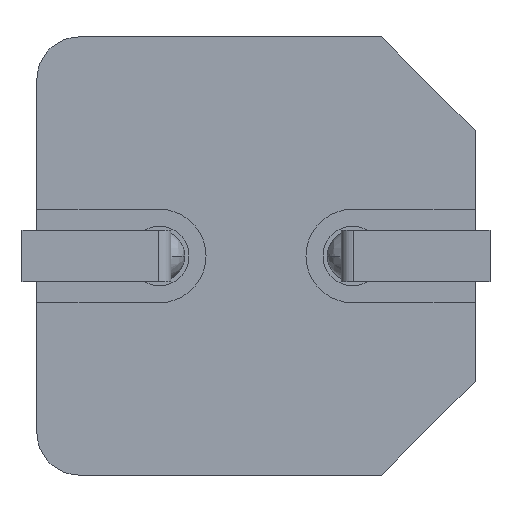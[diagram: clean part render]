
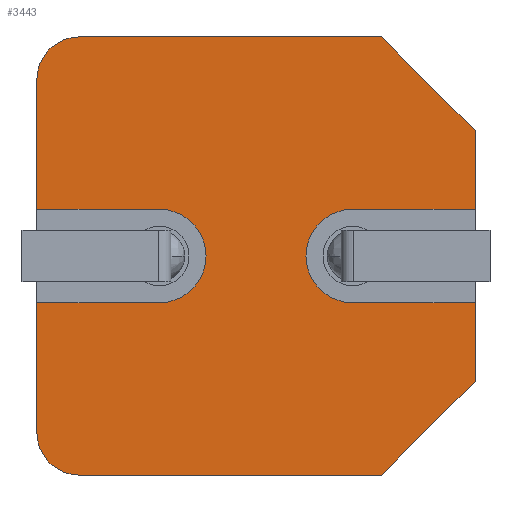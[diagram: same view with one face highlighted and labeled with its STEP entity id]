
A CAD part, front view. The second image highlights one B-rep face of the part: STEP entity #3443.
In plain terms, the highlighted planar face has unit normal (0, -1, 0).
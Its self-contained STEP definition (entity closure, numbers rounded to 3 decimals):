
#31 = VECTOR ( 'NONE', #2330, 1000. ) ;
#78 = CARTESIAN_POINT ( 'NONE',  ( -4.15, 0., 5.15 ) ) ;
#122 = CARTESIAN_POINT ( 'NONE',  ( 0., 0., -5.15 ) ) ;
#154 = EDGE_CURVE ( 'NONE', #2936, #3511, #1728, .T. ) ;
#168 = ORIENTED_EDGE ( 'NONE', *, *, #600, .T. ) ;
#169 = CARTESIAN_POINT ( 'NONE',  ( 5.15, 0., 2.95 ) ) ;
#205 = CARTESIAN_POINT ( 'NONE',  ( -2.275, 0., -1.1 ) ) ;
#235 = EDGE_CURVE ( 'NONE', #1509, #2558, #2019, .T. ) ;
#256 = CIRCLE ( 'NONE', #3497, 1. ) ;
#262 = EDGE_CURVE ( 'NONE', #2558, #3885, #4004, .T. ) ;
#352 = CARTESIAN_POINT ( 'NONE',  ( 0., 0., 0. ) ) ;
#417 = CARTESIAN_POINT ( 'NONE',  ( -5.15, 0., 0. ) ) ;
#463 = VECTOR ( 'NONE', #3273, 1000. ) ;
#473 = DIRECTION ( 'NONE',  ( -0.707, 0., 0.707 ) ) ;
#531 = CARTESIAN_POINT ( 'NONE',  ( 2.95, 0., 5.15 ) ) ;
#551 = CARTESIAN_POINT ( 'NONE',  ( -5.15, 0., -4.15 ) ) ;
#563 = VERTEX_POINT ( 'NONE', #681 ) ;
#564 = DIRECTION ( 'NONE',  ( 0., -1., 0. ) ) ;
#577 = ORIENTED_EDGE ( 'NONE', *, *, #154, .T. ) ;
#600 = EDGE_CURVE ( 'NONE', #2854, #1509, #3255, .T. ) ;
#626 = EDGE_CURVE ( 'NONE', #3687, #2936, #256, .T. ) ;
#641 = FACE_OUTER_BOUND ( 'NONE', #3253, .T. ) ;
#681 = CARTESIAN_POINT ( 'NONE',  ( -2.275, 0., 1.1 ) ) ;
#735 = ORIENTED_EDGE ( 'NONE', *, *, #1928, .T. ) ;
#782 = AXIS2_PLACEMENT_3D ( 'NONE', #2324, #3624, #2681 ) ;
#882 = CARTESIAN_POINT ( 'NONE',  ( 5.15, 0., 0. ) ) ;
#902 = VERTEX_POINT ( 'NONE', #2554 ) ;
#1032 = VECTOR ( 'NONE', #2588, 1000. ) ;
#1055 = CARTESIAN_POINT ( 'NONE',  ( 0., 0., -1.1 ) ) ;
#1101 = CARTESIAN_POINT ( 'NONE',  ( 2.95, 0., -5.15 ) ) ;
#1114 = DIRECTION ( 'NONE',  ( 0.707, 0., 0.707 ) ) ;
#1134 = VECTOR ( 'NONE', #1691, 1000. ) ;
#1149 = CARTESIAN_POINT ( 'NONE',  ( -5.15, 0., -1.1 ) ) ;
#1167 = CARTESIAN_POINT ( 'NONE',  ( -4.15, 0., -5.15 ) ) ;
#1219 = ORIENTED_EDGE ( 'NONE', *, *, #2752, .T. ) ;
#1282 = CARTESIAN_POINT ( 'NONE',  ( 5.15, 0., 1.1 ) ) ;
#1296 = EDGE_CURVE ( 'NONE', #2414, #902, #3472, .T. ) ;
#1430 = ORIENTED_EDGE ( 'NONE', *, *, #1701, .T. ) ;
#1445 = CARTESIAN_POINT ( 'NONE',  ( -4.15, 0., -4.15 ) ) ;
#1496 = AXIS2_PLACEMENT_3D ( 'NONE', #352, #2883, #3182 ) ;
#1509 = VERTEX_POINT ( 'NONE', #2114 ) ;
#1624 = LINE ( 'NONE', #1994, #31 ) ;
#1691 = DIRECTION ( 'NONE',  ( -1., 0., 0. ) ) ;
#1701 = EDGE_CURVE ( 'NONE', #2968, #563, #2232, .T. ) ;
#1725 = DIRECTION ( 'NONE',  ( 0., 0., -1. ) ) ;
#1728 = LINE ( 'NONE', #122, #463 ) ;
#1766 = VECTOR ( 'NONE', #2625, 1000. ) ;
#1775 = ORIENTED_EDGE ( 'NONE', *, *, #626, .T. ) ;
#1798 = VERTEX_POINT ( 'NONE', #1282 ) ;
#1806 = DIRECTION ( 'NONE',  ( 0., 0., -1. ) ) ;
#1850 = LINE ( 'NONE', #3240, #2599 ) ;
#1928 = EDGE_CURVE ( 'NONE', #3885, #1798, #1624, .T. ) ;
#1945 = EDGE_CURVE ( 'NONE', #902, #2968, #3615, .T. ) ;
#1994 = CARTESIAN_POINT ( 'NONE',  ( 0., 0., 1.1 ) ) ;
#1997 = ORIENTED_EDGE ( 'NONE', *, *, #3534, .T. ) ;
#2019 = LINE ( 'NONE', #1055, #1766 ) ;
#2049 = VERTEX_POINT ( 'NONE', #205 ) ;
#2090 = DIRECTION ( 'NONE',  ( 0., -1., 0. ) ) ;
#2106 = DIRECTION ( 'NONE',  ( 0., 0., 1. ) ) ;
#2114 = CARTESIAN_POINT ( 'NONE',  ( 5.15, 0., -1.1 ) ) ;
#2163 = ORIENTED_EDGE ( 'NONE', *, *, #4035, .T. ) ;
#2232 = LINE ( 'NONE', #2896, #1032 ) ;
#2303 = CARTESIAN_POINT ( 'NONE',  ( 0., 0., -1.1 ) ) ;
#2324 = CARTESIAN_POINT ( 'NONE',  ( 2.275, 0., 0. ) ) ;
#2330 = DIRECTION ( 'NONE',  ( 1., 0., 0. ) ) ;
#2355 = LINE ( 'NONE', #1101, #3308 ) ;
#2400 = VECTOR ( 'NONE', #2106, 1000. ) ;
#2414 = VERTEX_POINT ( 'NONE', #78 ) ;
#2471 = CARTESIAN_POINT ( 'NONE',  ( -4.15, 0., 4.15 ) ) ;
#2472 = CARTESIAN_POINT ( 'NONE',  ( -5.15, 0., 1.1 ) ) ;
#2554 = CARTESIAN_POINT ( 'NONE',  ( -5.15, 0., 4.15 ) ) ;
#2558 = VERTEX_POINT ( 'NONE', #4000 ) ;
#2588 = DIRECTION ( 'NONE',  ( 1., 0., 0. ) ) ;
#2599 = VECTOR ( 'NONE', #3561, 1000. ) ;
#2625 = DIRECTION ( 'NONE',  ( -1., 0., 0. ) ) ;
#2629 = CARTESIAN_POINT ( 'NONE',  ( 2.95, 0., -5.15 ) ) ;
#2637 = LINE ( 'NONE', #2694, #3382 ) ;
#2645 = EDGE_CURVE ( 'NONE', #3100, #3687, #1850, .T. ) ;
#2681 = DIRECTION ( 'NONE',  ( 0., 0., -1. ) ) ;
#2694 = CARTESIAN_POINT ( 'NONE',  ( 0., 0., 5.15 ) ) ;
#2728 = DIRECTION ( 'NONE',  ( -1., 0., 0. ) ) ;
#2741 = AXIS2_PLACEMENT_3D ( 'NONE', #3379, #3715, #1806 ) ;
#2749 = VERTEX_POINT ( 'NONE', #531 ) ;
#2752 = EDGE_CURVE ( 'NONE', #563, #2049, #3153, .T. ) ;
#2775 = LINE ( 'NONE', #882, #2824 ) ;
#2780 = EDGE_CURVE ( 'NONE', #3511, #2854, #2355, .T. ) ;
#2824 = VECTOR ( 'NONE', #3744, 1000. ) ;
#2841 = VERTEX_POINT ( 'NONE', #3082 ) ;
#2854 = VERTEX_POINT ( 'NONE', #3697 ) ;
#2870 = VECTOR ( 'NONE', #473, 1000. ) ;
#2883 = DIRECTION ( 'NONE',  ( 0., -1., 0. ) ) ;
#2896 = CARTESIAN_POINT ( 'NONE',  ( 0., 0., 1.1 ) ) ;
#2936 = VERTEX_POINT ( 'NONE', #1167 ) ;
#2950 = ORIENTED_EDGE ( 'NONE', *, *, #262, .T. ) ;
#2960 = ORIENTED_EDGE ( 'NONE', *, *, #235, .T. ) ;
#2968 = VERTEX_POINT ( 'NONE', #2472 ) ;
#3030 = DIRECTION ( 'NONE',  ( 0., 0., -1. ) ) ;
#3082 = CARTESIAN_POINT ( 'NONE',  ( 5.15, 0., 2.95 ) ) ;
#3100 = VERTEX_POINT ( 'NONE', #1149 ) ;
#3134 = EDGE_CURVE ( 'NONE', #2841, #2749, #3717, .T. ) ;
#3153 = CIRCLE ( 'NONE', #2741, 1.1 ) ;
#3154 = ORIENTED_EDGE ( 'NONE', *, *, #2645, .T. ) ;
#3182 = DIRECTION ( 'NONE',  ( 0., 0., -1. ) ) ;
#3212 = CARTESIAN_POINT ( 'NONE',  ( 2.275, 0., 1.1 ) ) ;
#3240 = CARTESIAN_POINT ( 'NONE',  ( -5.15, 0., 0. ) ) ;
#3253 = EDGE_LOOP ( 'NONE', ( #1219, #2163, #3154, #1775, #577, #3619, #168, #2960, #2950, #735, #3896, #3341, #1997, #3266, #3389, #1430 ) ) ;
#3255 = LINE ( 'NONE', #3338, #2400 ) ;
#3266 = ORIENTED_EDGE ( 'NONE', *, *, #1296, .T. ) ;
#3273 = DIRECTION ( 'NONE',  ( 1., 0., 0. ) ) ;
#3286 = EDGE_CURVE ( 'NONE', #1798, #2841, #2775, .T. ) ;
#3308 = VECTOR ( 'NONE', #1114, 1000. ) ;
#3338 = CARTESIAN_POINT ( 'NONE',  ( 5.15, 0., 0. ) ) ;
#3341 = ORIENTED_EDGE ( 'NONE', *, *, #3134, .T. ) ;
#3379 = CARTESIAN_POINT ( 'NONE',  ( -2.275, 0., 0. ) ) ;
#3382 = VECTOR ( 'NONE', #2728, 1000. ) ;
#3389 = ORIENTED_EDGE ( 'NONE', *, *, #1945, .T. ) ;
#3443 = ADVANCED_FACE ( 'NONE', ( #641 ), #3853, .T. ) ;
#3458 = VECTOR ( 'NONE', #1725, 1000. ) ;
#3472 = CIRCLE ( 'NONE', #4041, 1. ) ;
#3497 = AXIS2_PLACEMENT_3D ( 'NONE', #1445, #2090, #3030 ) ;
#3511 = VERTEX_POINT ( 'NONE', #2629 ) ;
#3534 = EDGE_CURVE ( 'NONE', #2749, #2414, #2637, .T. ) ;
#3561 = DIRECTION ( 'NONE',  ( 0., 0., -1. ) ) ;
#3615 = LINE ( 'NONE', #417, #3458 ) ;
#3619 = ORIENTED_EDGE ( 'NONE', *, *, #2780, .T. ) ;
#3624 = DIRECTION ( 'NONE',  ( 0., 1., 0. ) ) ;
#3687 = VERTEX_POINT ( 'NONE', #551 ) ;
#3697 = CARTESIAN_POINT ( 'NONE',  ( 5.15, 0., -2.95 ) ) ;
#3715 = DIRECTION ( 'NONE',  ( 0., 1., 0. ) ) ;
#3717 = LINE ( 'NONE', #169, #2870 ) ;
#3744 = DIRECTION ( 'NONE',  ( 0., 0., 1. ) ) ;
#3767 = DIRECTION ( 'NONE',  ( 0., 0., -1. ) ) ;
#3853 = PLANE ( 'NONE',  #1496 ) ;
#3885 = VERTEX_POINT ( 'NONE', #3212 ) ;
#3896 = ORIENTED_EDGE ( 'NONE', *, *, #3286, .T. ) ;
#3966 = LINE ( 'NONE', #2303, #1134 ) ;
#4000 = CARTESIAN_POINT ( 'NONE',  ( 2.275, 0., -1.1 ) ) ;
#4004 = CIRCLE ( 'NONE', #782, 1.1 ) ;
#4035 = EDGE_CURVE ( 'NONE', #2049, #3100, #3966, .T. ) ;
#4041 = AXIS2_PLACEMENT_3D ( 'NONE', #2471, #564, #3767 ) ;
